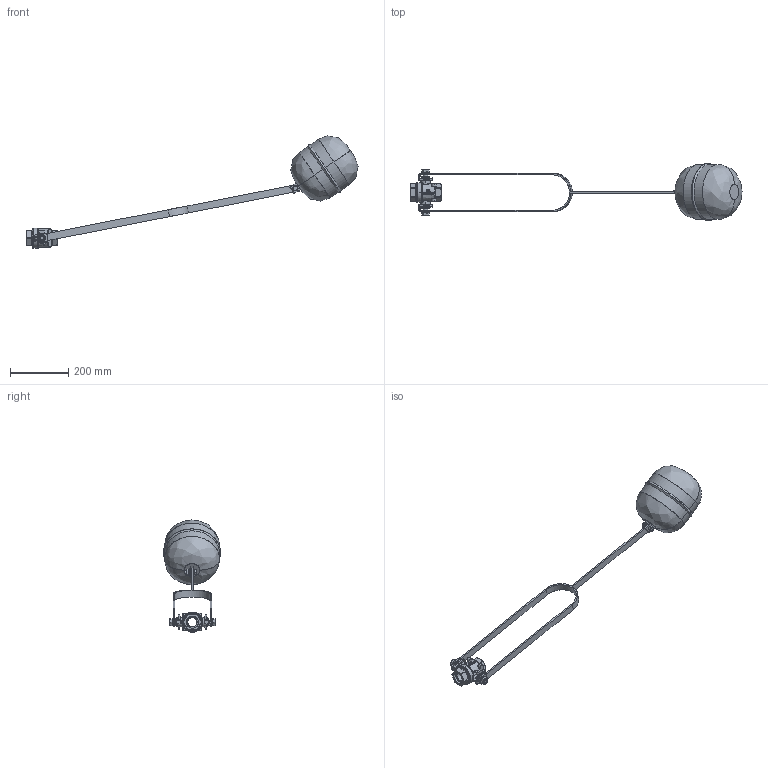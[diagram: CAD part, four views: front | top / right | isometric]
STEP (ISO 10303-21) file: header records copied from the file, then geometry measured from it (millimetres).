
FILE_DESCRIPTION(('FreeCAD Model'),'2;1');
FILE_NAME('Open CASCADE Shape Model','2025-05-08T03:53:59',('FreeCAD'),( 'FreeCAD'),'Open CASCADE STEP processor 7.6','FreeCAD','Unknown');
FILE_SCHEMA(('AUTOMOTIVE_DESIGN { 1 0 10303 214 1 1 1 1 }'));
Products named in the file (1): Open CASCADE STEP translator 7.6 1
Bounding box: 1137.35 x 195.92 x 384.81 mm (x, y, z)
Surface area: 342724.1 mm2 (no closed solid volume)
Topology: 0 solids, 1548 shells, 1548 faces, 20450 edges, 20450 vertices
Faces by surface type: bspline 1548
Entity records: 230761 total; most frequent: CARTESIAN_POINT 141417, ORIENTED_EDGE 20450, EDGE_CURVE 20450, VERTEX_POINT 20450, B_SPLINE_CURVE_WITH_KNOTS 18944, FACE_BOUND 1664, EDGE_LOOP 1664, SHELL_BASED_SURFACE_MODEL 1548
